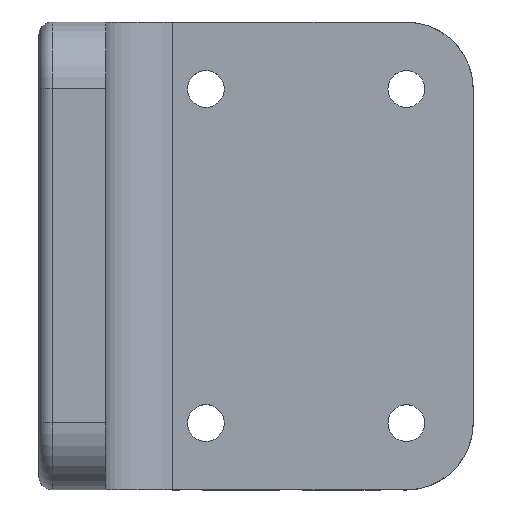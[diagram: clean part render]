
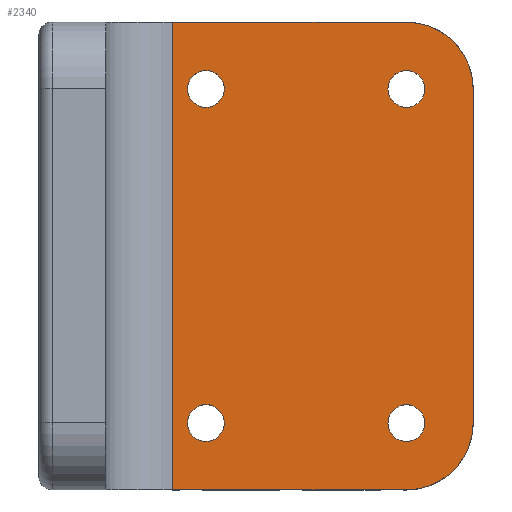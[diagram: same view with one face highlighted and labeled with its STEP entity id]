
A CAD part, top view. The second image highlights one B-rep face of the part: STEP entity #2340.
In plain terms, the highlighted planar face has unit normal (0, 0, 1).
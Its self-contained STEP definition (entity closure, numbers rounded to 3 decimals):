
#33 = CARTESIAN_POINT ( 'NONE',  ( 25., -25., 10. ) ) ;
#98 = CARTESIAN_POINT ( 'NONE',  ( 20., 35., 10. ) ) ;
#172 = EDGE_LOOP ( 'NONE', ( #538, #3957 ) ) ;
#192 = CARTESIAN_POINT ( 'NONE',  ( 52.25, 25., 10. ) ) ;
#233 = CIRCLE ( 'NONE', #361, 2.75 ) ;
#325 = DIRECTION ( 'NONE',  ( -1., 0., 0. ) ) ;
#338 = LINE ( 'NONE', #7610, #2007 ) ;
#346 = DIRECTION ( 'NONE',  ( -1., 0., 0. ) ) ;
#361 = AXIS2_PLACEMENT_3D ( 'NONE', #2789, #3938, #325 ) ;
#520 = CIRCLE ( 'NONE', #1036, 2.75 ) ;
#538 = ORIENTED_EDGE ( 'NONE', *, *, #3958, .T. ) ;
#667 = CARTESIAN_POINT ( 'NONE',  ( 52.25, -25., 10. ) ) ;
#776 = CARTESIAN_POINT ( 'NONE',  ( 20., 35., 10. ) ) ;
#1036 = AXIS2_PLACEMENT_3D ( 'NONE', #2110, #1564, #1052 ) ;
#1052 = DIRECTION ( 'NONE',  ( -1., 0., 0. ) ) ;
#1173 = CARTESIAN_POINT ( 'NONE',  ( 55., -25., 10. ) ) ;
#1177 = EDGE_CURVE ( 'NONE', #1848, #5026, #7449, .T. ) ;
#1227 = CARTESIAN_POINT ( 'NONE',  ( 65., 35., 10. ) ) ;
#1451 = CARTESIAN_POINT ( 'NONE',  ( 65., -25., 10. ) ) ;
#1462 = LINE ( 'NONE', #3868, #4279 ) ;
#1526 = ORIENTED_EDGE ( 'NONE', *, *, #3860, .F. ) ;
#1564 = DIRECTION ( 'NONE',  ( 0., 0., -1. ) ) ;
#1597 = FACE_BOUND ( 'NONE', #7850, .T. ) ;
#1606 = DIRECTION ( 'NONE',  ( 1., 0., 0. ) ) ;
#1700 = VERTEX_POINT ( 'NONE', #667 ) ;
#1711 = EDGE_LOOP ( 'NONE', ( #3829, #6384, #3176, #7035, #1526, #6477 ) ) ;
#1755 = DIRECTION ( 'NONE',  ( -1., 0., 0. ) ) ;
#1770 = ORIENTED_EDGE ( 'NONE', *, *, #4246, .T. ) ;
#1778 = VERTEX_POINT ( 'NONE', #7366 ) ;
#1848 = VERTEX_POINT ( 'NONE', #3977 ) ;
#1876 = DIRECTION ( 'NONE',  ( 0., 0., -1. ) ) ;
#1892 = ORIENTED_EDGE ( 'NONE', *, *, #1177, .T. ) ;
#1946 = EDGE_CURVE ( 'NONE', #3018, #2080, #2169, .T. ) ;
#1950 = CARTESIAN_POINT ( 'NONE',  ( 25., -25., 10. ) ) ;
#2007 = VECTOR ( 'NONE', #6459, 1000. ) ;
#2080 = VERTEX_POINT ( 'NONE', #7787 ) ;
#2110 = CARTESIAN_POINT ( 'NONE',  ( 25., 25., 10. ) ) ;
#2169 = LINE ( 'NONE', #4505, #2902 ) ;
#2216 = EDGE_CURVE ( 'NONE', #5026, #1848, #2391, .T. ) ;
#2301 = ORIENTED_EDGE ( 'NONE', *, *, #2216, .T. ) ;
#2327 = CARTESIAN_POINT ( 'NONE',  ( 55., 25., 10. ) ) ;
#2335 = VERTEX_POINT ( 'NONE', #3423 ) ;
#2340 = ADVANCED_FACE ( 'NONE', ( #4619, #7033, #1597, #6440, #3038 ), #3110, .F. ) ;
#2391 = CIRCLE ( 'NONE', #3407, 2.75 ) ;
#2451 = DIRECTION ( 'NONE',  ( 0., 0., -1. ) ) ;
#2775 = CIRCLE ( 'NONE', #5313, 2.75 ) ;
#2789 = CARTESIAN_POINT ( 'NONE',  ( 55., 25., 10. ) ) ;
#2848 = VERTEX_POINT ( 'NONE', #6566 ) ;
#2902 = VECTOR ( 'NONE', #3275, 1000. ) ;
#3018 = VERTEX_POINT ( 'NONE', #776 ) ;
#3038 = FACE_OUTER_BOUND ( 'NONE', #1711, .T. ) ;
#3040 = DIRECTION ( 'NONE',  ( -1., 0., 0. ) ) ;
#3050 = EDGE_CURVE ( 'NONE', #5075, #6238, #520, .T. ) ;
#3110 = PLANE ( 'NONE',  #6681 ) ;
#3176 = ORIENTED_EDGE ( 'NONE', *, *, #7424, .F. ) ;
#3275 = DIRECTION ( 'NONE',  ( 0., -1., 0. ) ) ;
#3369 = EDGE_LOOP ( 'NONE', ( #5558, #1770 ) ) ;
#3388 = AXIS2_PLACEMENT_3D ( 'NONE', #1173, #6042, #4341 ) ;
#3407 = AXIS2_PLACEMENT_3D ( 'NONE', #1950, #1876, #3777 ) ;
#3423 = CARTESIAN_POINT ( 'NONE',  ( 65., 25., 10. ) ) ;
#3541 = CIRCLE ( 'NONE', #4312, 10. ) ;
#3641 = DIRECTION ( 'NONE',  ( 0., -1., 0. ) ) ;
#3777 = DIRECTION ( 'NONE',  ( -1., 0., 0. ) ) ;
#3829 = ORIENTED_EDGE ( 'NONE', *, *, #4461, .T. ) ;
#3860 = EDGE_CURVE ( 'NONE', #3018, #6268, #1462, .T. ) ;
#3868 = CARTESIAN_POINT ( 'NONE',  ( 20., 35., 10. ) ) ;
#3938 = DIRECTION ( 'NONE',  ( 0., 0., -1. ) ) ;
#3957 = ORIENTED_EDGE ( 'NONE', *, *, #5785, .T. ) ;
#3958 = EDGE_CURVE ( 'NONE', #1700, #1778, #7072, .T. ) ;
#3977 = CARTESIAN_POINT ( 'NONE',  ( 27.75, -25., 10. ) ) ;
#4111 = DIRECTION ( 'NONE',  ( 0., 0., 1. ) ) ;
#4154 = EDGE_CURVE ( 'NONE', #6238, #5075, #7326, .T. ) ;
#4238 = LINE ( 'NONE', #1227, #4573 ) ;
#4246 = EDGE_CURVE ( 'NONE', #7294, #7487, #233, .T. ) ;
#4279 = VECTOR ( 'NONE', #1606, 1000. ) ;
#4285 = AXIS2_PLACEMENT_3D ( 'NONE', #6015, #4826, #3040 ) ;
#4312 = AXIS2_PLACEMENT_3D ( 'NONE', #7232, #7189, #1755 ) ;
#4341 = DIRECTION ( 'NONE',  ( -1., 0., 0. ) ) ;
#4438 = CARTESIAN_POINT ( 'NONE',  ( 55., 35., 10. ) ) ;
#4461 = EDGE_CURVE ( 'NONE', #2080, #2848, #338, .T. ) ;
#4505 = CARTESIAN_POINT ( 'NONE',  ( 20., 35., 10. ) ) ;
#4573 = VECTOR ( 'NONE', #3641, 1000. ) ;
#4619 = FACE_BOUND ( 'NONE', #3369, .T. ) ;
#4677 = CARTESIAN_POINT ( 'NONE',  ( 55., 25., 10. ) ) ;
#4749 = DIRECTION ( 'NONE',  ( -1., 0., 0. ) ) ;
#4826 = DIRECTION ( 'NONE',  ( 0., 0., -1. ) ) ;
#4924 = CIRCLE ( 'NONE', #4285, 2.75 ) ;
#4933 = CARTESIAN_POINT ( 'NONE',  ( 22.25, 25., 10. ) ) ;
#5026 = VERTEX_POINT ( 'NONE', #7195 ) ;
#5075 = VERTEX_POINT ( 'NONE', #4933 ) ;
#5313 = AXIS2_PLACEMENT_3D ( 'NONE', #2327, #6416, #346 ) ;
#5558 = ORIENTED_EDGE ( 'NONE', *, *, #6434, .T. ) ;
#5700 = AXIS2_PLACEMENT_3D ( 'NONE', #4677, #4111, #4749 ) ;
#5785 = EDGE_CURVE ( 'NONE', #1778, #1700, #4924, .T. ) ;
#5991 = VERTEX_POINT ( 'NONE', #1451 ) ;
#6015 = CARTESIAN_POINT ( 'NONE',  ( 55., -25., 10. ) ) ;
#6042 = DIRECTION ( 'NONE',  ( 0., 0., -1. ) ) ;
#6048 = AXIS2_PLACEMENT_3D ( 'NONE', #33, #2451, #7292 ) ;
#6094 = DIRECTION ( 'NONE',  ( -1., 0., 0. ) ) ;
#6238 = VERTEX_POINT ( 'NONE', #6814 ) ;
#6268 = VERTEX_POINT ( 'NONE', #4438 ) ;
#6314 = ORIENTED_EDGE ( 'NONE', *, *, #4154, .T. ) ;
#6330 = DIRECTION ( 'NONE',  ( -1., 0., 0. ) ) ;
#6384 = ORIENTED_EDGE ( 'NONE', *, *, #6900, .T. ) ;
#6416 = DIRECTION ( 'NONE',  ( 0., 0., -1. ) ) ;
#6434 = EDGE_CURVE ( 'NONE', #7487, #7294, #2775, .T. ) ;
#6440 = FACE_BOUND ( 'NONE', #6988, .T. ) ;
#6459 = DIRECTION ( 'NONE',  ( 1., 0., 0. ) ) ;
#6463 = EDGE_CURVE ( 'NONE', #2335, #6268, #7216, .T. ) ;
#6477 = ORIENTED_EDGE ( 'NONE', *, *, #1946, .T. ) ;
#6548 = ORIENTED_EDGE ( 'NONE', *, *, #3050, .T. ) ;
#6566 = CARTESIAN_POINT ( 'NONE',  ( 55., -35., 10. ) ) ;
#6681 = AXIS2_PLACEMENT_3D ( 'NONE', #98, #7320, #6094 ) ;
#6814 = CARTESIAN_POINT ( 'NONE',  ( 27.75, 25., 10. ) ) ;
#6900 = EDGE_CURVE ( 'NONE', #2848, #5991, #3541, .T. ) ;
#6912 = DIRECTION ( 'NONE',  ( 0., 0., -1. ) ) ;
#6988 = EDGE_LOOP ( 'NONE', ( #6548, #6314 ) ) ;
#7033 = FACE_BOUND ( 'NONE', #172, .T. ) ;
#7035 = ORIENTED_EDGE ( 'NONE', *, *, #6463, .T. ) ;
#7072 = CIRCLE ( 'NONE', #3388, 2.75 ) ;
#7189 = DIRECTION ( 'NONE',  ( 0., 0., 1. ) ) ;
#7195 = CARTESIAN_POINT ( 'NONE',  ( 22.25, -25., 10. ) ) ;
#7216 = CIRCLE ( 'NONE', #5700, 10. ) ;
#7225 = CARTESIAN_POINT ( 'NONE',  ( 57.75, 25., 10. ) ) ;
#7232 = CARTESIAN_POINT ( 'NONE',  ( 55., -25., 10. ) ) ;
#7292 = DIRECTION ( 'NONE',  ( -1., 0., 0. ) ) ;
#7294 = VERTEX_POINT ( 'NONE', #7225 ) ;
#7316 = AXIS2_PLACEMENT_3D ( 'NONE', #7518, #6912, #6330 ) ;
#7320 = DIRECTION ( 'NONE',  ( 0., 0., -1. ) ) ;
#7326 = CIRCLE ( 'NONE', #7316, 2.75 ) ;
#7366 = CARTESIAN_POINT ( 'NONE',  ( 57.75, -25., 10. ) ) ;
#7424 = EDGE_CURVE ( 'NONE', #2335, #5991, #4238, .T. ) ;
#7449 = CIRCLE ( 'NONE', #6048, 2.75 ) ;
#7487 = VERTEX_POINT ( 'NONE', #192 ) ;
#7518 = CARTESIAN_POINT ( 'NONE',  ( 25., 25., 10. ) ) ;
#7610 = CARTESIAN_POINT ( 'NONE',  ( 20., -35., 10. ) ) ;
#7787 = CARTESIAN_POINT ( 'NONE',  ( 20., -35., 10. ) ) ;
#7850 = EDGE_LOOP ( 'NONE', ( #2301, #1892 ) ) ;
